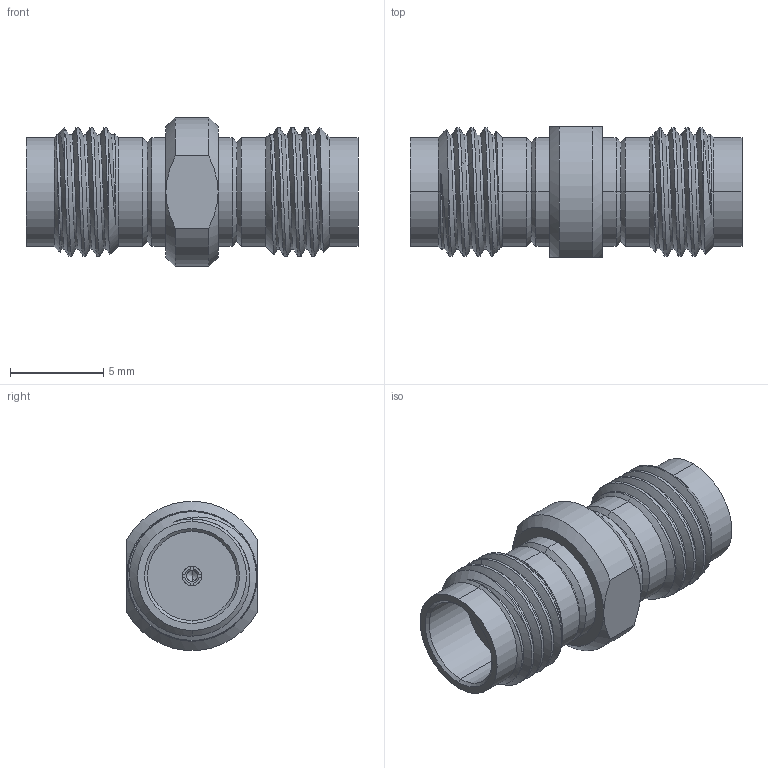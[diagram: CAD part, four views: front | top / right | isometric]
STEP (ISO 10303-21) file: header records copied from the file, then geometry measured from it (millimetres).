
FILE_DESCRIPTION((''),'2;1');
FILE_NAME('AD-24J24J-1_SW0001','2026-02-13T13:18:32',('Suresh'),(''),'CREO PARAMETRIC BY PTC INC, 2025010','CREO PARAMETRIC BY PTC INC, 2025010','');
FILE_SCHEMA(('CONFIG_CONTROL_DESIGN'));
Length unit declared in the file: millimetre
Products named in the file (1): AD-24J24J-1_SW0001
Bounding box: 17.8 x 7 x 7.97 mm (x, y, z)
Volume: 456.3 mm3; surface area: 632.1 mm2
Topology: 1 solids, 1 shells, 126 faces, 322 edges, 200 vertices
Faces by surface type: plane 40, cylinder 38, cone 36, bspline 12
Entity records: 7212 total; most frequent: CARTESIAN_POINT 4230, ORIENTED_EDGE 636, DIRECTION 588, EDGE_CURVE 318, AXIS2_PLACEMENT_3D 228, VERTEX_POINT 200, VECTOR 132, LINE 132
